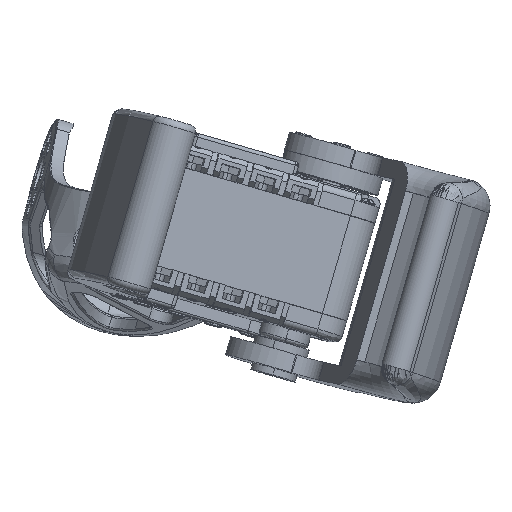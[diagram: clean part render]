
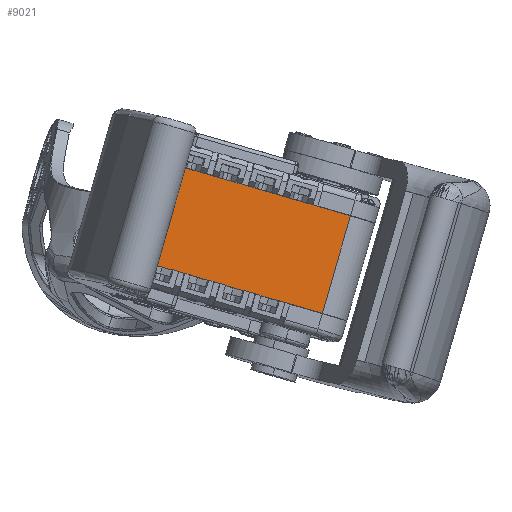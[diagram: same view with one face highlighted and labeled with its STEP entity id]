
A CAD part, front view. The second image highlights one B-rep face of the part: STEP entity #9021.
In plain terms, the highlighted face is planar.
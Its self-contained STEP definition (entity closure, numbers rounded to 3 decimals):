
#8850=AXIS2_PLACEMENT_3D('Plane Axis2P3D',#8847,#8848,#8849) ;
#5082=CARTESIAN_POINT('Vertex',(13.,-2.,-10.975)) ;
#5085=CARTESIAN_POINT('Line Origine',(13.,-2.,-10.987)) ;
#5089=CARTESIAN_POINT('Vertex',(13.,-2.,-11.)) ;
#5725=CARTESIAN_POINT('Vertex',(13.,-34.,-11.)) ;
#5728=CARTESIAN_POINT('Line Origine',(13.,-34.,16.11)) ;
#5732=CARTESIAN_POINT('Vertex',(13.,-34.,11.)) ;
#8526=CARTESIAN_POINT('Vertex',(13.,5.5,-10.975)) ;
#8529=CARTESIAN_POINT('Line Origine',(13.,1.75,-10.975)) ;
#8847=CARTESIAN_POINT('Axis2P3D Location',(13.,-35.5,-19.)) ;
#8852=CARTESIAN_POINT('Line Origine',(13.,-6.5,11.)) ;
#8856=CARTESIAN_POINT('Vertex',(13.,-5.52,11.)) ;
#8858=CARTESIAN_POINT('Vertex',(13.,-7.48,11.)) ;
#8861=CARTESIAN_POINT('Line Origine',(13.,-10.5,11.)) ;
#8865=CARTESIAN_POINT('Vertex',(13.,-13.52,11.)) ;
#8868=CARTESIAN_POINT('Line Origine',(13.,-14.5,11.)) ;
#8872=CARTESIAN_POINT('Vertex',(13.,-15.48,11.)) ;
#8875=CARTESIAN_POINT('Line Origine',(13.,-18.5,11.)) ;
#8879=CARTESIAN_POINT('Vertex',(13.,-21.52,11.)) ;
#8882=CARTESIAN_POINT('Line Origine',(13.,-22.5,11.)) ;
#8886=CARTESIAN_POINT('Vertex',(13.,-23.48,11.)) ;
#8889=CARTESIAN_POINT('Line Origine',(13.,-26.5,11.)) ;
#8893=CARTESIAN_POINT('Vertex',(13.,-29.52,11.)) ;
#8896=CARTESIAN_POINT('Line Origine',(13.,-30.5,11.)) ;
#8900=CARTESIAN_POINT('Vertex',(13.,-31.48,11.)) ;
#8903=CARTESIAN_POINT('Line Origine',(13.,-32.74,11.)) ;
#8908=CARTESIAN_POINT('Line Origine',(13.,-33.3,-11.)) ;
#8912=CARTESIAN_POINT('Vertex',(13.,-32.6,-11.)) ;
#8915=CARTESIAN_POINT('Line Origine',(13.,-30.5,-11.)) ;
#8919=CARTESIAN_POINT('Vertex',(13.,-28.4,-11.)) ;
#8922=CARTESIAN_POINT('Line Origine',(13.,-26.5,-11.)) ;
#8926=CARTESIAN_POINT('Vertex',(13.,-24.6,-11.)) ;
#8929=CARTESIAN_POINT('Line Origine',(13.,-22.5,-11.)) ;
#8933=CARTESIAN_POINT('Vertex',(13.,-20.4,-11.)) ;
#8936=CARTESIAN_POINT('Line Origine',(13.,-18.5,-11.)) ;
#8940=CARTESIAN_POINT('Vertex',(13.,-16.6,-11.)) ;
#8943=CARTESIAN_POINT('Line Origine',(13.,-14.5,-11.)) ;
#8947=CARTESIAN_POINT('Vertex',(13.,-12.4,-11.)) ;
#8950=CARTESIAN_POINT('Line Origine',(13.,-10.5,-11.)) ;
#8954=CARTESIAN_POINT('Vertex',(13.,-8.6,-11.)) ;
#8957=CARTESIAN_POINT('Line Origine',(13.,-6.5,-11.)) ;
#8961=CARTESIAN_POINT('Vertex',(13.,-4.4,-11.)) ;
#8964=CARTESIAN_POINT('Line Origine',(13.,-3.2,-11.)) ;
#8969=CARTESIAN_POINT('Line Origine',(13.,5.5,0.)) ;
#8973=CARTESIAN_POINT('Vertex',(13.,5.5,10.975)) ;
#8976=CARTESIAN_POINT('Line Origine',(13.,1.75,10.975)) ;
#8980=CARTESIAN_POINT('Vertex',(13.,-2.,10.975)) ;
#8983=CARTESIAN_POINT('Line Origine',(13.,-2.,10.987)) ;
#8987=CARTESIAN_POINT('Vertex',(13.,-2.,11.)) ;
#8990=CARTESIAN_POINT('Line Origine',(13.,-3.76,11.)) ;
#5086=DIRECTION('Vector Direction',(0.,0.,-1.)) ;
#5729=DIRECTION('Vector Direction',(0.,0.,-1.)) ;
#8530=DIRECTION('Vector Direction',(0.,1.,0.)) ;
#8848=DIRECTION('Axis2P3D Direction',(1.,-0.,0.)) ;
#8849=DIRECTION('Axis2P3D XDirection',(0.,0.,-1.)) ;
#8853=DIRECTION('Vector Direction',(0.,-1.,0.)) ;
#8862=DIRECTION('Vector Direction',(0.,-1.,0.)) ;
#8869=DIRECTION('Vector Direction',(0.,-1.,0.)) ;
#8876=DIRECTION('Vector Direction',(0.,-1.,0.)) ;
#8883=DIRECTION('Vector Direction',(0.,-1.,0.)) ;
#8890=DIRECTION('Vector Direction',(0.,-1.,0.)) ;
#8897=DIRECTION('Vector Direction',(0.,-1.,0.)) ;
#8904=DIRECTION('Vector Direction',(0.,-1.,0.)) ;
#8909=DIRECTION('Vector Direction',(0.,-1.,0.)) ;
#8916=DIRECTION('Vector Direction',(0.,1.,0.)) ;
#8923=DIRECTION('Vector Direction',(0.,1.,0.)) ;
#8930=DIRECTION('Vector Direction',(0.,1.,0.)) ;
#8937=DIRECTION('Vector Direction',(0.,1.,0.)) ;
#8944=DIRECTION('Vector Direction',(0.,1.,0.)) ;
#8951=DIRECTION('Vector Direction',(0.,1.,0.)) ;
#8958=DIRECTION('Vector Direction',(0.,1.,0.)) ;
#8965=DIRECTION('Vector Direction',(0.,1.,0.)) ;
#8970=DIRECTION('Vector Direction',(0.,0.,1.)) ;
#8977=DIRECTION('Vector Direction',(0.,-1.,0.)) ;
#8984=DIRECTION('Vector Direction',(0.,0.,-1.)) ;
#8991=DIRECTION('Vector Direction',(0.,-1.,0.)) ;
#5087=VECTOR('Line Direction',#5086,1.) ;
#5730=VECTOR('Line Direction',#5729,1.) ;
#8531=VECTOR('Line Direction',#8530,1.) ;
#8854=VECTOR('Line Direction',#8853,1.) ;
#8863=VECTOR('Line Direction',#8862,1.) ;
#8870=VECTOR('Line Direction',#8869,1.) ;
#8877=VECTOR('Line Direction',#8876,1.) ;
#8884=VECTOR('Line Direction',#8883,1.) ;
#8891=VECTOR('Line Direction',#8890,1.) ;
#8898=VECTOR('Line Direction',#8897,1.) ;
#8905=VECTOR('Line Direction',#8904,1.) ;
#8910=VECTOR('Line Direction',#8909,1.) ;
#8917=VECTOR('Line Direction',#8916,1.) ;
#8924=VECTOR('Line Direction',#8923,1.) ;
#8931=VECTOR('Line Direction',#8930,1.) ;
#8938=VECTOR('Line Direction',#8937,1.) ;
#8945=VECTOR('Line Direction',#8944,1.) ;
#8952=VECTOR('Line Direction',#8951,1.) ;
#8959=VECTOR('Line Direction',#8958,1.) ;
#8966=VECTOR('Line Direction',#8965,1.) ;
#8971=VECTOR('Line Direction',#8970,1.) ;
#8978=VECTOR('Line Direction',#8977,1.) ;
#8985=VECTOR('Line Direction',#8984,1.) ;
#8992=VECTOR('Line Direction',#8991,1.) ;
#8996=ORIENTED_EDGE('',*,*,#8860,.T.) ;
#8997=ORIENTED_EDGE('',*,*,#8867,.T.) ;
#8998=ORIENTED_EDGE('',*,*,#8874,.T.) ;
#8999=ORIENTED_EDGE('',*,*,#8881,.T.) ;
#9000=ORIENTED_EDGE('',*,*,#8888,.T.) ;
#9001=ORIENTED_EDGE('',*,*,#8895,.T.) ;
#9002=ORIENTED_EDGE('',*,*,#8902,.T.) ;
#9003=ORIENTED_EDGE('',*,*,#8907,.T.) ;
#9004=ORIENTED_EDGE('',*,*,#5734,.T.) ;
#9005=ORIENTED_EDGE('',*,*,#8914,.F.) ;
#9006=ORIENTED_EDGE('',*,*,#8921,.T.) ;
#9007=ORIENTED_EDGE('',*,*,#8928,.T.) ;
#9008=ORIENTED_EDGE('',*,*,#8935,.T.) ;
#9009=ORIENTED_EDGE('',*,*,#8942,.T.) ;
#9010=ORIENTED_EDGE('',*,*,#8949,.T.) ;
#9011=ORIENTED_EDGE('',*,*,#8956,.T.) ;
#9012=ORIENTED_EDGE('',*,*,#8963,.T.) ;
#9013=ORIENTED_EDGE('',*,*,#8968,.T.) ;
#9014=ORIENTED_EDGE('',*,*,#5091,.F.) ;
#9015=ORIENTED_EDGE('',*,*,#8533,.T.) ;
#9016=ORIENTED_EDGE('',*,*,#8975,.T.) ;
#9017=ORIENTED_EDGE('',*,*,#8982,.T.) ;
#9018=ORIENTED_EDGE('',*,*,#8989,.F.) ;
#9019=ORIENTED_EDGE('',*,*,#8994,.T.) ;
#9021=ADVANCED_FACE('ASSY_DUMMY___-1-solid1',(#9020),#8851,.T.) ;
#5091=EDGE_CURVE('',#5083,#5090,#5088,.T.) ;
#5734=EDGE_CURVE('',#5733,#5726,#5731,.T.) ;
#8533=EDGE_CURVE('',#5083,#8527,#8532,.T.) ;
#8860=EDGE_CURVE('',#8857,#8859,#8855,.T.) ;
#8867=EDGE_CURVE('',#8859,#8866,#8864,.T.) ;
#8874=EDGE_CURVE('',#8866,#8873,#8871,.T.) ;
#8881=EDGE_CURVE('',#8873,#8880,#8878,.T.) ;
#8888=EDGE_CURVE('',#8880,#8887,#8885,.T.) ;
#8895=EDGE_CURVE('',#8887,#8894,#8892,.T.) ;
#8902=EDGE_CURVE('',#8894,#8901,#8899,.T.) ;
#8907=EDGE_CURVE('',#8901,#5733,#8906,.T.) ;
#8914=EDGE_CURVE('',#8913,#5726,#8911,.T.) ;
#8921=EDGE_CURVE('',#8913,#8920,#8918,.T.) ;
#8928=EDGE_CURVE('',#8920,#8927,#8925,.T.) ;
#8935=EDGE_CURVE('',#8927,#8934,#8932,.T.) ;
#8942=EDGE_CURVE('',#8934,#8941,#8939,.T.) ;
#8949=EDGE_CURVE('',#8941,#8948,#8946,.T.) ;
#8956=EDGE_CURVE('',#8948,#8955,#8953,.T.) ;
#8963=EDGE_CURVE('',#8955,#8962,#8960,.T.) ;
#8968=EDGE_CURVE('',#8962,#5090,#8967,.T.) ;
#8975=EDGE_CURVE('',#8527,#8974,#8972,.T.) ;
#8982=EDGE_CURVE('',#8974,#8981,#8979,.T.) ;
#8989=EDGE_CURVE('',#8988,#8981,#8986,.T.) ;
#8994=EDGE_CURVE('',#8988,#8857,#8993,.T.) ;
#8995=EDGE_LOOP('',(#8996,#8997,#8998,#8999,#9000,#9001,#9002,#9003,#9004,#9005,#9006,#9007,#9008,#9009,#9010,#9011,#9012,#9013,#9014,#9015,#9016,#9017,#9018,#9019)) ;
#9020=FACE_OUTER_BOUND('',#8995,.T.) ;
#5088=LINE('Line',#5085,#5087) ;
#5731=LINE('Line',#5728,#5730) ;
#8532=LINE('Line',#8529,#8531) ;
#8855=LINE('Line',#8852,#8854) ;
#8864=LINE('Line',#8861,#8863) ;
#8871=LINE('Line',#8868,#8870) ;
#8878=LINE('Line',#8875,#8877) ;
#8885=LINE('Line',#8882,#8884) ;
#8892=LINE('Line',#8889,#8891) ;
#8899=LINE('Line',#8896,#8898) ;
#8906=LINE('Line',#8903,#8905) ;
#8911=LINE('Line',#8908,#8910) ;
#8918=LINE('Line',#8915,#8917) ;
#8925=LINE('Line',#8922,#8924) ;
#8932=LINE('Line',#8929,#8931) ;
#8939=LINE('Line',#8936,#8938) ;
#8946=LINE('Line',#8943,#8945) ;
#8953=LINE('Line',#8950,#8952) ;
#8960=LINE('Line',#8957,#8959) ;
#8967=LINE('Line',#8964,#8966) ;
#8972=LINE('Line',#8969,#8971) ;
#8979=LINE('Line',#8976,#8978) ;
#8986=LINE('Line',#8983,#8985) ;
#8993=LINE('Line',#8990,#8992) ;
#8851=PLANE('',#8850) ;
#5083=VERTEX_POINT('',#5082) ;
#5090=VERTEX_POINT('',#5089) ;
#5726=VERTEX_POINT('',#5725) ;
#5733=VERTEX_POINT('',#5732) ;
#8527=VERTEX_POINT('',#8526) ;
#8857=VERTEX_POINT('',#8856) ;
#8859=VERTEX_POINT('',#8858) ;
#8866=VERTEX_POINT('',#8865) ;
#8873=VERTEX_POINT('',#8872) ;
#8880=VERTEX_POINT('',#8879) ;
#8887=VERTEX_POINT('',#8886) ;
#8894=VERTEX_POINT('',#8893) ;
#8901=VERTEX_POINT('',#8900) ;
#8913=VERTEX_POINT('',#8912) ;
#8920=VERTEX_POINT('',#8919) ;
#8927=VERTEX_POINT('',#8926) ;
#8934=VERTEX_POINT('',#8933) ;
#8941=VERTEX_POINT('',#8940) ;
#8948=VERTEX_POINT('',#8947) ;
#8955=VERTEX_POINT('',#8954) ;
#8962=VERTEX_POINT('',#8961) ;
#8974=VERTEX_POINT('',#8973) ;
#8981=VERTEX_POINT('',#8980) ;
#8988=VERTEX_POINT('',#8987) ;
